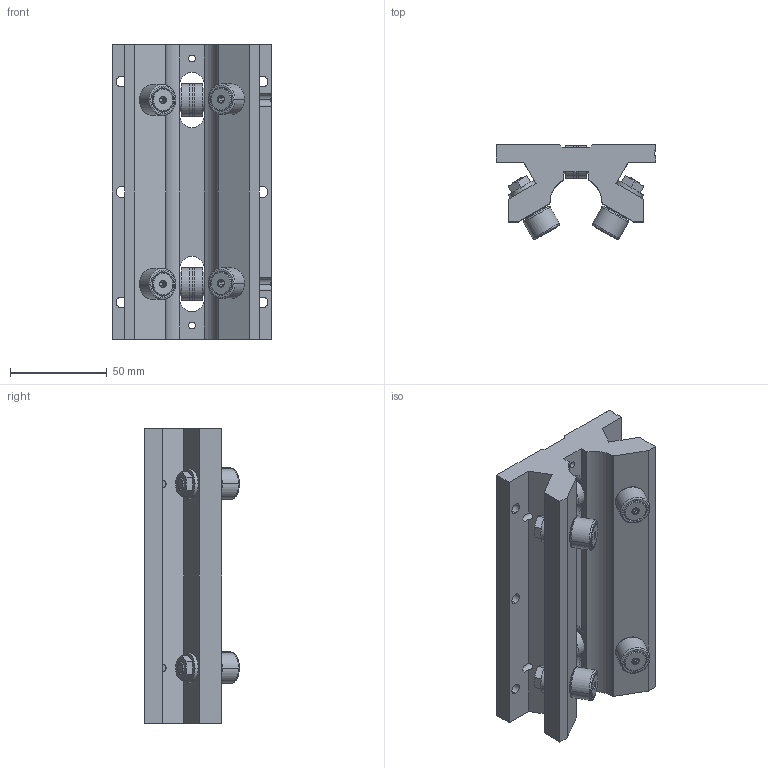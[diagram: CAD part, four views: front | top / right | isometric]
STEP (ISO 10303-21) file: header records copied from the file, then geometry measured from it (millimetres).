
FILE_DESCRIPTION (( 'STEP AP203' ), '1' );
FILE_NAME ('TWN-16-OPN.step', '2024-10-21T11:12:07', ( '' ), ( '' ), 'SwSTEP 2.0', 'SolidWorks 2023', '' );
FILE_SCHEMA (( 'CONFIG_CONTROL_DESIGN' ));
Length unit declared in the file: inch
Products named in the file (1): TWN-16-OPN
Bounding box: 82.55 x 48.96 x 152.4 mm (x, y, z)
Volume: 278350.2 mm3; surface area: 67675.2 mm2
Topology: 16 solids, 16 shells, 529 faces, 1269 edges, 788 vertices
Faces by surface type: plane 216, cylinder 165, cone 124, bspline 16, torus 8
Entity records: 15886 total; most frequent: CARTESIAN_POINT 3451, DIRECTION 2651, ORIENTED_EDGE 2506, EDGE_CURVE 1253, AXIS2_PLACEMENT_3D 1024, VERTEX_POINT 788, EDGE_LOOP 613, LINE 603
